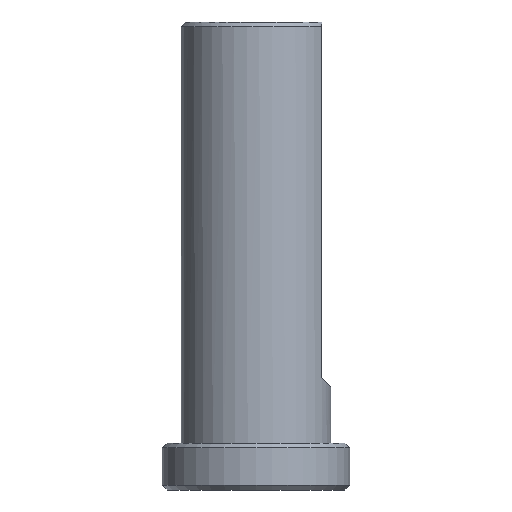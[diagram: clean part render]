
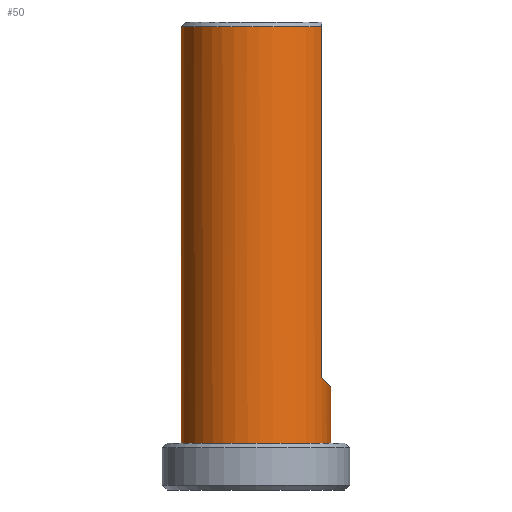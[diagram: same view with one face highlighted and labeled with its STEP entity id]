
A CAD part, left-side view. The second image highlights one B-rep face of the part: STEP entity #50.
In plain terms, the highlighted cylindrical face has radius 8 mm (diameter 16 mm), a full revolution.
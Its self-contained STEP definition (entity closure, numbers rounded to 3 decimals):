
#50=ADVANCED_FACE('',(#75,#76),#63,.T.);
#63=CYLINDRICAL_SURFACE('',#234,8.);
#66=ELLIPSE('',#232,11.314,8.);
#67=LINE('',#327,#71);
#68=LINE('',#332,#72);
#71=VECTOR('',#266,1.);
#72=VECTOR('',#269,1.);
#75=FACE_BOUND('',#95,.T.);
#76=FACE_BOUND('',#96,.T.);
#95=EDGE_LOOP('',(#118));
#96=EDGE_LOOP('',(#119,#120,#121,#122));
#118=ORIENTED_EDGE('',*,*,#169,.T.);
#119=ORIENTED_EDGE('',*,*,#170,.F.);
#120=ORIENTED_EDGE('',*,*,#171,.F.);
#121=ORIENTED_EDGE('',*,*,#172,.F.);
#122=ORIENTED_EDGE('',*,*,#173,.F.);
#154=VERTEX_POINT('',#326);
#155=VERTEX_POINT('',#328);
#156=VERTEX_POINT('',#329);
#157=VERTEX_POINT('',#331);
#158=VERTEX_POINT('',#333);
#169=EDGE_CURVE('',#154,#154,#187,.T.);
#170=EDGE_CURVE('',#155,#156,#67,.T.);
#171=EDGE_CURVE('',#157,#155,#66,.T.);
#172=EDGE_CURVE('',#158,#157,#68,.T.);
#173=EDGE_CURVE('',#156,#158,#188,.T.);
#187=CIRCLE('',#231,8.);
#188=CIRCLE('',#233,8.);
#231=AXIS2_PLACEMENT_3D('',#325,#264,#265);
#232=AXIS2_PLACEMENT_3D('',#330,#267,#268);
#233=AXIS2_PLACEMENT_3D('',#334,#270,#271);
#234=AXIS2_PLACEMENT_3D('',#335,#272,#273);
#264=DIRECTION('',(0.,0.,1.));
#265=DIRECTION('',(1.,0.,0.));
#266=DIRECTION('',(0.,0.,1.));
#267=DIRECTION('',(0.,-0.707,0.707));
#268=DIRECTION('',(0.,0.707,0.707));
#269=DIRECTION('',(0.,0.,-1.));
#270=DIRECTION('',(0.,0.,1.));
#271=DIRECTION('',(1.,0.,0.));
#272=DIRECTION('',(0.,0.,1.));
#273=DIRECTION('',(-1.,0.,0.));
#325=CARTESIAN_POINT('',(0.,0.,0.));
#326=CARTESIAN_POINT('',(8.,0.,0.));
#327=CARTESIAN_POINT('',(3.873,-7.,0.));
#328=CARTESIAN_POINT('',(3.873,-7.,7.));
#329=CARTESIAN_POINT('',(3.873,-7.,44.5));
#330=CARTESIAN_POINT('',(0.,0.,14.));
#331=CARTESIAN_POINT('',(-3.873,-7.,7.));
#332=CARTESIAN_POINT('',(-3.873,-7.,0.));
#333=CARTESIAN_POINT('',(-3.873,-7.,44.5));
#334=CARTESIAN_POINT('',(0.,0.,44.5));
#335=CARTESIAN_POINT('',(0.,0.,0.));
